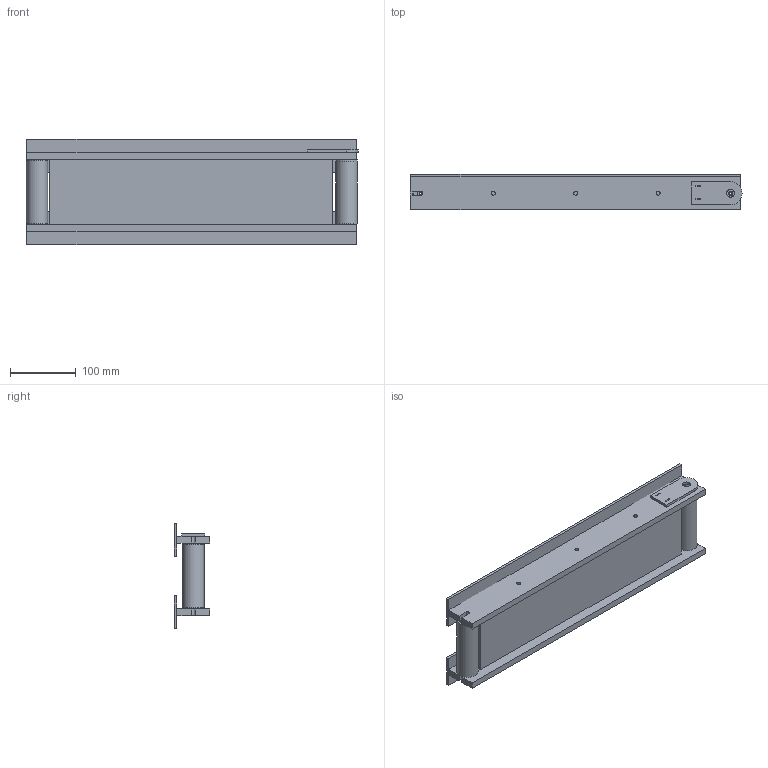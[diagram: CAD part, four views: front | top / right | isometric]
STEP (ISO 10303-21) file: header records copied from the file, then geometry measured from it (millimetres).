
FILE_DESCRIPTION(/* description */ (''),/* implementation_level */ '2;1');
FILE_NAME(/* name */ 'conv 3d v9.step',/* time_stamp */ '2025-05-15T10:16:30+05:30',/* author */ (''),/* organization */ (''),/* preprocessor_version */ 'ST-DEVELOPER v20.1',/* originating_system */ 'Autodesk Translation Framework v14.4.0.0',/* authorisation */ '');
FILE_SCHEMA (('AUTOMOTIVE_DESIGN { 1 0 10303 214 3 1 1 }'));
Length unit declared in the file: millimetre
Products named in the file (1): conv 3d
Bounding box: 503.77 x 54 x 160 mm (x, y, z)
Volume: 1641620.1 mm3; surface area: 386941.8 mm2
Topology: 18 solids, 18 shells, 166 faces, 388 edges, 259 vertices
Faces by surface type: plane 125, cylinder 41
Full cylindrical faces by diameter (mm): 4 x6, 6 x6, 7.5 x3, 11 x6, 12 x1, 22.4 x3, 25 x3, 32.8 x3
Entity records: 4881 total; most frequent: CARTESIAN_POINT 814, DIRECTION 804, ORIENTED_EDGE 776, EDGE_CURVE 388, LINE 306, VECTOR 306, VERTEX_POINT 259, AXIS2_PLACEMENT_3D 249
